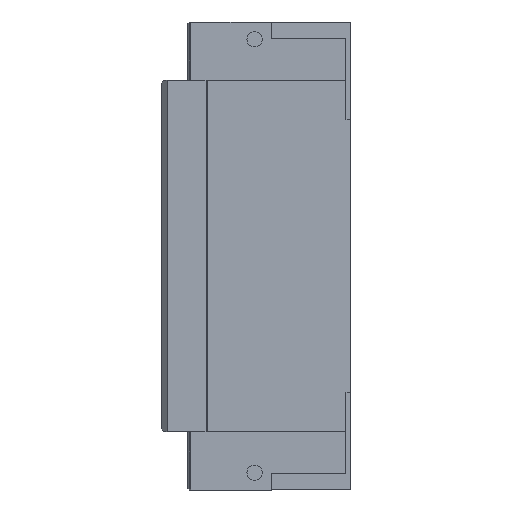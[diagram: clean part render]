
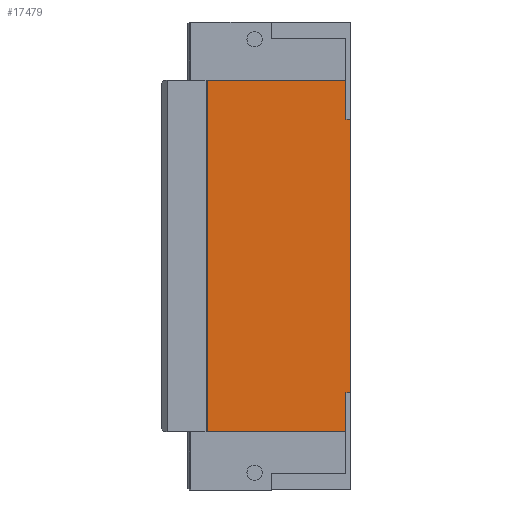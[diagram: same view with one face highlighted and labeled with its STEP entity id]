
A CAD part, left-side view. The second image highlights one B-rep face of the part: STEP entity #17479.
In plain terms, the highlighted planar face has unit normal (-1, 0, 0).
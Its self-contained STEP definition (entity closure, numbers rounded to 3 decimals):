
#643 = EDGE_LOOP ( 'NONE', ( #868, #869, #870, #871, #872, #873, #874, #875 ) ) ;
#868 = ORIENTED_EDGE ( 'NONE', *, *, #4564, .F. ) ;
#869 = ORIENTED_EDGE ( 'NONE', *, *, #4557, .F. ) ;
#870 = ORIENTED_EDGE ( 'NONE', *, *, #4560, .T. ) ;
#871 = ORIENTED_EDGE ( 'NONE', *, *, #4561, .T. ) ;
#872 = ORIENTED_EDGE ( 'NONE', *, *, #4563, .F. ) ;
#873 = ORIENTED_EDGE ( 'NONE', *, *, #4565, .T. ) ;
#874 = ORIENTED_EDGE ( 'NONE', *, *, #4562, .T. ) ;
#875 = ORIENTED_EDGE ( 'NONE', *, *, #4566, .F. ) ;
#3631 = FACE_OUTER_BOUND ( 'NONE', #643, .T. ) ;
#4557 = EDGE_CURVE ( 'NONE', #16619, #16233, #5203, .T. ) ;
#4560 = EDGE_CURVE ( 'NONE', #16619, #16267, #5199, .T. ) ;
#4561 = EDGE_CURVE ( 'NONE', #16267, #17723, #5226, .T. ) ;
#4562 = EDGE_CURVE ( 'NONE', #16132, #17660, #5195, .T. ) ;
#4563 = EDGE_CURVE ( 'NONE', #16591, #17723, #5192, .T. ) ;
#4564 = EDGE_CURVE ( 'NONE', #16233, #17822, #5228, .T. ) ;
#4565 = EDGE_CURVE ( 'NONE', #16591, #16132, #5185, .T. ) ;
#4566 = EDGE_CURVE ( 'NONE', #17822, #17660, #5183, .T. ) ;
#4910 = CARTESIAN_POINT ( 'NONE',  ( -49.3, -28.4, -63.25 ) ) ;
#4973 = CARTESIAN_POINT ( 'NONE',  ( -49.3, -28.4, 63.25 ) ) ;
#5071 = CARTESIAN_POINT ( 'NONE',  ( -49.3, -28.4, -49.2 ) ) ;
#5174 = VECTOR ( 'NONE', #8051, 1000. ) ;
#5183 = LINE ( 'NONE', #8050, #5174 ) ;
#5184 = VECTOR ( 'NONE', #8049, 1000. ) ;
#5185 = LINE ( 'NONE', #8048, #5184 ) ;
#5188 = VECTOR ( 'NONE', #8047, 1000. ) ;
#5189 = VECTOR ( 'NONE', #8045, 1000. ) ;
#5192 = LINE ( 'NONE', #8044, #5189 ) ;
#5193 = VECTOR ( 'NONE', #8043, 1000. ) ;
#5195 = LINE ( 'NONE', #8042, #5193 ) ;
#5197 = VECTOR ( 'NONE', #8041, 1000. ) ;
#5198 = VECTOR ( 'NONE', #8039, 1000. ) ;
#5199 = LINE ( 'NONE', #8038, #5198 ) ;
#5203 = LINE ( 'NONE', #8032, #5205 ) ;
#5205 = VECTOR ( 'NONE', #8033, 1000. ) ;
#5226 = LINE ( 'NONE', #8012, #5197 ) ;
#5228 = LINE ( 'NONE', #8040, #5188 ) ;
#5534 = CARTESIAN_POINT ( 'NONE',  ( -49.3, 21.3, 63.25 ) ) ;
#5545 = PLANE ( 'NONE',  #12777 ) ;
#5557 = DIRECTION ( 'NONE',  ( 1., 0., 0. ) ) ;
#5558 = DIRECTION ( 'NONE',  ( 0., 1., 0. ) ) ;
#8012 = CARTESIAN_POINT ( 'NONE',  ( -49.3, -28.4, 63.25 ) ) ;
#8032 = CARTESIAN_POINT ( 'NONE',  ( -49.3, -30., 63.25 ) ) ;
#8033 = DIRECTION ( 'NONE',  ( 0., 0., -1. ) ) ;
#8038 = CARTESIAN_POINT ( 'NONE',  ( -49.3, 21.3, 49.2 ) ) ;
#8039 = DIRECTION ( 'NONE',  ( 0., 1., 0. ) ) ;
#8040 = CARTESIAN_POINT ( 'NONE',  ( -49.3, 21.3, -49.2 ) ) ;
#8041 = DIRECTION ( 'NONE',  ( 0., 0., 1. ) ) ;
#8042 = CARTESIAN_POINT ( 'NONE',  ( -49.3, 21.3, -63.25 ) ) ;
#8043 = DIRECTION ( 'NONE',  ( 0., -1., 0. ) ) ;
#8044 = CARTESIAN_POINT ( 'NONE',  ( -49.3, 21.3, 63.25 ) ) ;
#8045 = DIRECTION ( 'NONE',  ( 0., -1., 0. ) ) ;
#8047 = DIRECTION ( 'NONE',  ( 0., 1., 0. ) ) ;
#8048 = CARTESIAN_POINT ( 'NONE',  ( -49.3, 21.3, 63.25 ) ) ;
#8049 = DIRECTION ( 'NONE',  ( 0., 0., -1. ) ) ;
#8050 = CARTESIAN_POINT ( 'NONE',  ( -49.3, -28.4, 63.25 ) ) ;
#8051 = DIRECTION ( 'NONE',  ( 0., 0., -1. ) ) ;
#11445 = CARTESIAN_POINT ( 'NONE',  ( -49.3, 21.3, -63.25 ) ) ;
#11489 = CARTESIAN_POINT ( 'NONE',  ( -49.3, -30., -49.2 ) ) ;
#11502 = CARTESIAN_POINT ( 'NONE',  ( -49.3, -28.4, 49.2 ) ) ;
#11649 = CARTESIAN_POINT ( 'NONE',  ( -49.3, 21.3, 63.25 ) ) ;
#11664 = CARTESIAN_POINT ( 'NONE',  ( -49.3, -30., 49.2 ) ) ;
#12777 = AXIS2_PLACEMENT_3D ( 'NONE', #5534, #5557, #5558 ) ;
#16132 = VERTEX_POINT ( 'NONE', #11445 ) ;
#16233 = VERTEX_POINT ( 'NONE', #11489 ) ;
#16267 = VERTEX_POINT ( 'NONE', #11502 ) ;
#16591 = VERTEX_POINT ( 'NONE', #11649 ) ;
#16619 = VERTEX_POINT ( 'NONE', #11664 ) ;
#17479 = ADVANCED_FACE ( 'NONE', ( #3631 ), #5545, .F. ) ;
#17660 = VERTEX_POINT ( 'NONE', #4910 ) ;
#17723 = VERTEX_POINT ( 'NONE', #4973 ) ;
#17822 = VERTEX_POINT ( 'NONE', #5071 ) ;
